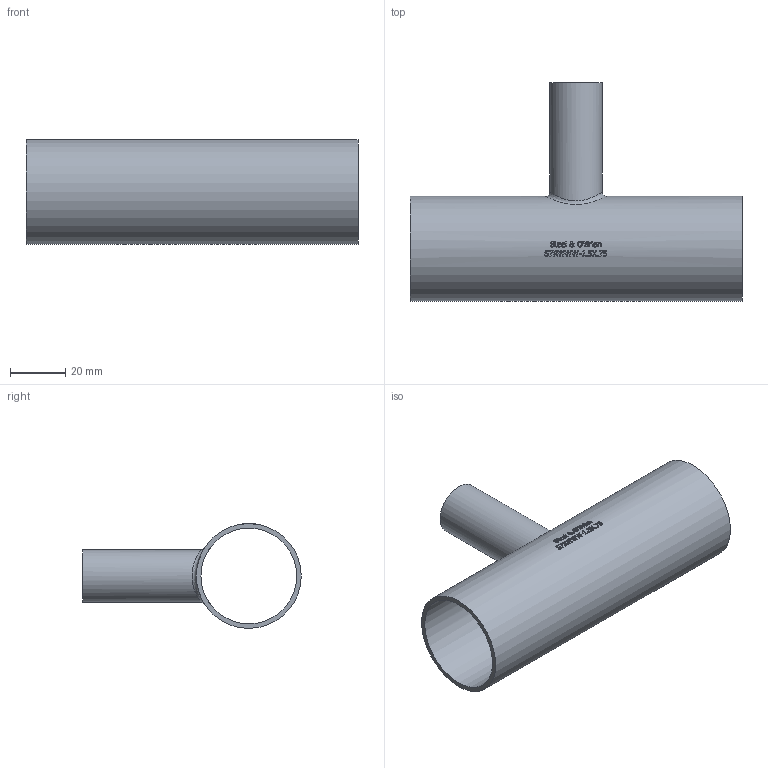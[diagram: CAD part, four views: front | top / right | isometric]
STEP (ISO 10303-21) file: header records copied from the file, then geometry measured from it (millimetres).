
FILE_DESCRIPTION(/* description */ (''),/* implementation_level */ '2;1');
FILE_NAME(/* name */ 'S7RWWW-1.5X.75.stp',/* time_stamp */ '2018-11-29T08:27:56-05:00',/* author */ ('ken'),/* organization */ (''),/* preprocessor_version */ 'ST-DEVELOPER v15.2',/* originating_system */ 'Autodesk Inventor 2014',/* authorisation */ '');
FILE_SCHEMA (('AUTOMOTIVE_DESIGN { 1 0 10303 214 3 1 1 }'));
Length unit declared in the file: inch
Products named in the file (1): S7RWWW-1.5X.75
Bounding box: 120.65 x 79.38 x 38.1 mm (x, y, z)
Volume: 26314.1 mm3; surface area: 32325.5 mm2
Topology: 1 solids, 1 shells, 410 faces, 1114 edges, 743 vertices
Faces by surface type: plane 199, bspline 170, cylinder 41
Full cylindrical faces by diameter (mm): 15.748 x1, 19.05 x1, 34.798 x1, 38.1 x1
Entity records: 16213 total; most frequent: CARTESIAN_POINT 6785, ORIENTED_EDGE 2210, DIRECTION 1467, EDGE_CURVE 1105, VERTEX_POINT 739, LINE 543, VECTOR 543, AXIS2_PLACEMENT_3D 462
